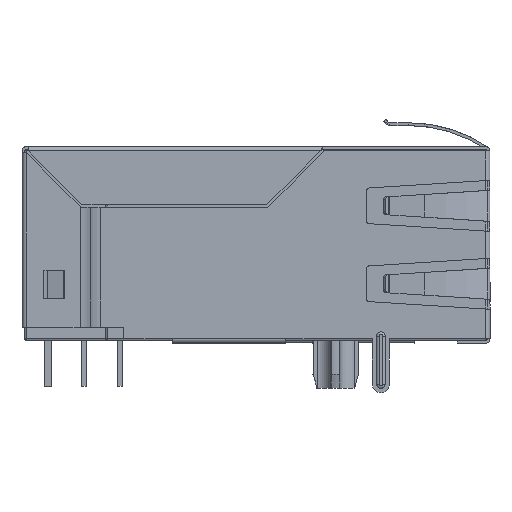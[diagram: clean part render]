
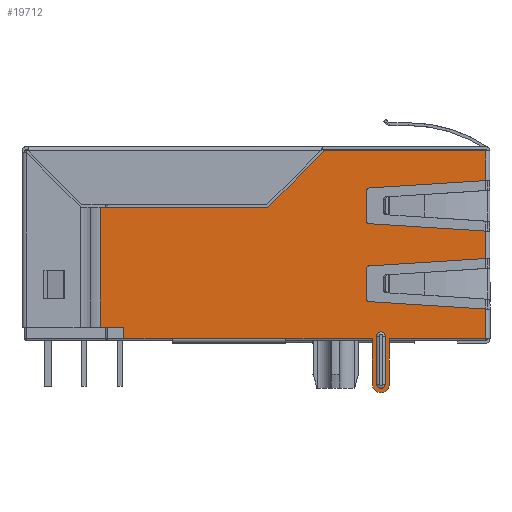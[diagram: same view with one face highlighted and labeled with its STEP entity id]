
A CAD part, left-side view. The second image highlights one B-rep face of the part: STEP entity #19712.
In plain terms, the highlighted face is planar.
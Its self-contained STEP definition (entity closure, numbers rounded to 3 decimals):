
#675=CIRCLE('',#20639,0.3);
#676=CIRCLE('',#20640,0.3);
#677=CIRCLE('',#20641,0.6);
#678=CIRCLE('',#20642,0.2);
#679=CIRCLE('',#20643,0.2);
#680=CIRCLE('',#20644,0.2);
#681=CIRCLE('',#20645,0.2);
#2030=ORIENTED_EDGE('',*,*,#5735,.T.);
#2031=ORIENTED_EDGE('',*,*,#5736,.F.);
#2032=ORIENTED_EDGE('',*,*,#5737,.T.);
#2033=ORIENTED_EDGE('',*,*,#5738,.F.);
#2034=ORIENTED_EDGE('',*,*,#5739,.T.);
#2035=ORIENTED_EDGE('',*,*,#5740,.T.);
#2036=ORIENTED_EDGE('',*,*,#5741,.T.);
#2037=ORIENTED_EDGE('',*,*,#5742,.T.);
#2038=ORIENTED_EDGE('',*,*,#5743,.T.);
#2039=ORIENTED_EDGE('',*,*,#5744,.T.);
#2040=ORIENTED_EDGE('',*,*,#5745,.F.);
#2041=ORIENTED_EDGE('',*,*,#5746,.F.);
#2042=ORIENTED_EDGE('',*,*,#5747,.F.);
#2043=ORIENTED_EDGE('',*,*,#5748,.T.);
#2044=ORIENTED_EDGE('',*,*,#5749,.T.);
#2045=ORIENTED_EDGE('',*,*,#5750,.T.);
#2046=ORIENTED_EDGE('',*,*,#5751,.F.);
#2047=ORIENTED_EDGE('',*,*,#5752,.T.);
#2048=ORIENTED_EDGE('',*,*,#5753,.F.);
#2049=ORIENTED_EDGE('',*,*,#5754,.T.);
#2050=ORIENTED_EDGE('',*,*,#5755,.T.);
#2051=ORIENTED_EDGE('',*,*,#5756,.F.);
#2052=ORIENTED_EDGE('',*,*,#5757,.F.);
#2053=ORIENTED_EDGE('',*,*,#5758,.F.);
#2054=ORIENTED_EDGE('',*,*,#5759,.F.);
#2055=ORIENTED_EDGE('',*,*,#5760,.F.);
#2056=ORIENTED_EDGE('',*,*,#5761,.T.);
#2057=ORIENTED_EDGE('',*,*,#5762,.T.);
#2058=ORIENTED_EDGE('',*,*,#5763,.T.);
#2059=ORIENTED_EDGE('',*,*,#5764,.T.);
#5735=EDGE_CURVE('',#7634,#7635,#9025,.T.);
#5736=EDGE_CURVE('',#7636,#7635,#675,.T.);
#5737=EDGE_CURVE('',#7636,#7637,#9026,.T.);
#5738=EDGE_CURVE('',#7634,#7637,#676,.T.);
#5739=EDGE_CURVE('',#7638,#7639,#9027,.T.);
#5740=EDGE_CURVE('',#7639,#7640,#9028,.T.);
#5741=EDGE_CURVE('',#7640,#7641,#9029,.T.);
#5742=EDGE_CURVE('',#7641,#7642,#9030,.T.);
#5743=EDGE_CURVE('',#7642,#7643,#9031,.T.);
#5744=EDGE_CURVE('',#7643,#7644,#9032,.T.);
#5745=EDGE_CURVE('',#7645,#7644,#9033,.T.);
#5746=EDGE_CURVE('',#7646,#7645,#677,.T.);
#5747=EDGE_CURVE('',#7647,#7646,#9034,.T.);
#5748=EDGE_CURVE('',#7647,#7648,#9035,.T.);
#5749=EDGE_CURVE('',#7648,#7649,#9036,.T.);
#5750=EDGE_CURVE('',#7649,#7650,#9037,.T.);
#5751=EDGE_CURVE('',#7651,#7650,#678,.T.);
#5752=EDGE_CURVE('',#7651,#7652,#9038,.T.);
#5753=EDGE_CURVE('',#7653,#7652,#679,.T.);
#5754=EDGE_CURVE('',#7653,#7654,#9039,.T.);
#5755=EDGE_CURVE('',#7654,#7655,#9040,.T.);
#5756=EDGE_CURVE('',#7656,#7655,#9041,.T.);
#5757=EDGE_CURVE('',#7657,#7656,#680,.T.);
#5758=EDGE_CURVE('',#7658,#7657,#9042,.T.);
#5759=EDGE_CURVE('',#7659,#7658,#681,.T.);
#5760=EDGE_CURVE('',#7660,#7659,#9043,.T.);
#5761=EDGE_CURVE('',#7660,#7661,#9044,.T.);
#5762=EDGE_CURVE('',#7661,#7662,#9045,.T.);
#5763=EDGE_CURVE('',#7662,#7663,#9046,.T.);
#5764=EDGE_CURVE('',#7663,#7638,#9047,.T.);
#7634=VERTEX_POINT('',#26613);
#7635=VERTEX_POINT('',#26614);
#7636=VERTEX_POINT('',#26616);
#7637=VERTEX_POINT('',#26618);
#7638=VERTEX_POINT('',#26621);
#7639=VERTEX_POINT('',#26622);
#7640=VERTEX_POINT('',#26624);
#7641=VERTEX_POINT('',#26626);
#7642=VERTEX_POINT('',#26628);
#7643=VERTEX_POINT('',#26630);
#7644=VERTEX_POINT('',#26632);
#7645=VERTEX_POINT('',#26634);
#7646=VERTEX_POINT('',#26636);
#7647=VERTEX_POINT('',#26638);
#7648=VERTEX_POINT('',#26640);
#7649=VERTEX_POINT('',#26642);
#7650=VERTEX_POINT('',#26644);
#7651=VERTEX_POINT('',#26646);
#7652=VERTEX_POINT('',#26648);
#7653=VERTEX_POINT('',#26650);
#7654=VERTEX_POINT('',#26652);
#7655=VERTEX_POINT('',#26654);
#7656=VERTEX_POINT('',#26656);
#7657=VERTEX_POINT('',#26658);
#7658=VERTEX_POINT('',#26660);
#7659=VERTEX_POINT('',#26662);
#7660=VERTEX_POINT('',#26664);
#7661=VERTEX_POINT('',#26666);
#7662=VERTEX_POINT('',#26668);
#7663=VERTEX_POINT('',#26670);
#9025=LINE('',#26612,#10522);
#9026=LINE('',#26617,#10523);
#9027=LINE('',#26620,#10524);
#9028=LINE('',#26623,#10525);
#9029=LINE('',#26625,#10526);
#9030=LINE('',#26627,#10527);
#9031=LINE('',#26629,#10528);
#9032=LINE('',#26631,#10529);
#9033=LINE('',#26633,#10530);
#9034=LINE('',#26637,#10531);
#9035=LINE('',#26639,#10532);
#9036=LINE('',#26641,#10533);
#9037=LINE('',#26643,#10534);
#9038=LINE('',#26647,#10535);
#9039=LINE('',#26651,#10536);
#9040=LINE('',#26653,#10537);
#9041=LINE('',#26655,#10538);
#9042=LINE('',#26659,#10539);
#9043=LINE('',#26663,#10540);
#9044=LINE('',#26665,#10541);
#9045=LINE('',#26667,#10542);
#9046=LINE('',#26669,#10543);
#9047=LINE('',#26671,#10544);
#10522=VECTOR('',#22605,1000.);
#10523=VECTOR('',#22608,1000.);
#10524=VECTOR('',#22611,1000.);
#10525=VECTOR('',#22612,1000.);
#10526=VECTOR('',#22613,1000.);
#10527=VECTOR('',#22614,1000.);
#10528=VECTOR('',#22615,1000.);
#10529=VECTOR('',#22616,1000.);
#10530=VECTOR('',#22617,1000.);
#10531=VECTOR('',#22620,1000.);
#10532=VECTOR('',#22621,1000.);
#10533=VECTOR('',#22622,1000.);
#10534=VECTOR('',#22623,1000.);
#10535=VECTOR('',#22626,1000.);
#10536=VECTOR('',#22629,1000.);
#10537=VECTOR('',#22630,1000.);
#10538=VECTOR('',#22631,1000.);
#10539=VECTOR('',#22634,1000.);
#10540=VECTOR('',#22637,1000.);
#10541=VECTOR('',#22638,1000.);
#10542=VECTOR('',#22639,1000.);
#10543=VECTOR('',#22640,1000.);
#10544=VECTOR('',#22641,1000.);
#11713=EDGE_LOOP('',(#2030,#2031,#2032,#2033));
#11714=EDGE_LOOP('',(#2034,#2035,#2036,#2037,#2038,#2039,#2040,#2041,#2042,
#2043,#2044,#2045,#2046,#2047,#2048,#2049,#2050,#2051,#2052,#2053,#2054,
#2055,#2056,#2057,#2058,#2059));
#12588=FACE_BOUND('',#11713,.T.);
#12589=FACE_BOUND('',#11714,.T.);
#13385=PLANE('',#20638);
#19712=ADVANCED_FACE('',(#12588,#12589),#13385,.T.);
#20638=AXIS2_PLACEMENT_3D('',#26611,#22603,#22604);
#20639=AXIS2_PLACEMENT_3D('',#26615,#22606,#22607);
#20640=AXIS2_PLACEMENT_3D('',#26619,#22609,#22610);
#20641=AXIS2_PLACEMENT_3D('',#26635,#22618,#22619);
#20642=AXIS2_PLACEMENT_3D('',#26645,#22624,#22625);
#20643=AXIS2_PLACEMENT_3D('',#26649,#22627,#22628);
#20644=AXIS2_PLACEMENT_3D('',#26657,#22632,#22633);
#20645=AXIS2_PLACEMENT_3D('',#26661,#22635,#22636);
#22603=DIRECTION('',(1.,0.,0.));
#22604=DIRECTION('',(0.,1.,0.));
#22605=DIRECTION('',(0.,0.,-1.));
#22606=DIRECTION('',(1.,0.,0.));
#22607=DIRECTION('',(0.,1.,0.));
#22608=DIRECTION('',(0.,0.,1.));
#22609=DIRECTION('',(1.,0.,0.));
#22610=DIRECTION('',(0.,1.,0.));
#22611=DIRECTION('',(0.,0.,1.));
#22612=DIRECTION('',(0.,-1.,0.));
#22613=DIRECTION('',(0.,0.,1.));
#22614=DIRECTION('',(0.,-1.,0.));
#22615=DIRECTION('',(0.,-1.,0.));
#22616=DIRECTION('',(0.,-1.,0.));
#22617=DIRECTION('',(0.,0.,-1.));
#22618=DIRECTION('',(-1.,0.,0.));
#22619=DIRECTION('',(0.,-1.,0.));
#22620=DIRECTION('',(0.,0.,1.));
#22621=DIRECTION('',(0.,-1.,0.));
#22622=DIRECTION('',(0.,0.,-1.));
#22623=DIRECTION('',(0.,0.998,-0.063));
#22624=DIRECTION('',(1.,0.,0.));
#22625=DIRECTION('',(0.,1.,0.));
#22626=DIRECTION('',(0.,0.,-1.));
#22627=DIRECTION('',(1.,0.,0.));
#22628=DIRECTION('',(0.,1.,0.));
#22629=DIRECTION('',(0.,-0.998,-0.063));
#22630=DIRECTION('',(0.,0.,-1.));
#22631=DIRECTION('',(0.,-0.998,0.063));
#22632=DIRECTION('',(1.,0.,0.));
#22633=DIRECTION('',(0.,1.,0.));
#22634=DIRECTION('',(0.,0.,1.));
#22635=DIRECTION('',(1.,0.,0.));
#22636=DIRECTION('',(0.,1.,0.));
#22637=DIRECTION('',(0.,0.998,0.063));
#22638=DIRECTION('',(0.,0.,-1.));
#22639=DIRECTION('',(0.,1.,0.));
#22640=DIRECTION('',(0.,0.707,0.707));
#22641=DIRECTION('',(0.,1.,0.));
#26611=CARTESIAN_POINT('',(8.435,-10.75,6.635));
#26612=CARTESIAN_POINT('',(8.435,-2.92,6.635));
#26613=CARTESIAN_POINT('',(8.435,-2.92,9.835));
#26614=CARTESIAN_POINT('',(8.435,-2.92,6.435));
#26615=CARTESIAN_POINT('',(8.435,-3.22,6.435));
#26616=CARTESIAN_POINT('',(8.435,-3.52,6.435));
#26617=CARTESIAN_POINT('',(8.435,-3.52,6.635));
#26618=CARTESIAN_POINT('',(8.435,-3.52,9.835));
#26619=CARTESIAN_POINT('',(8.435,-3.22,9.835));
#26620=CARTESIAN_POINT('',(8.435,16.58,5.815));
#26621=CARTESIAN_POINT('',(8.435,16.58,-2.651));
#26622=CARTESIAN_POINT('',(8.435,16.58,5.815));
#26623=CARTESIAN_POINT('',(8.435,14.93,5.815));
#26624=CARTESIAN_POINT('',(8.435,14.93,5.815));
#26625=CARTESIAN_POINT('',(8.435,14.93,5.815));
#26626=CARTESIAN_POINT('',(8.435,14.93,6.635));
#26627=CARTESIAN_POINT('',(8.435,-10.75,6.635));
#26628=CARTESIAN_POINT('',(8.435,11.48,6.635));
#26629=CARTESIAN_POINT('',(8.435,11.48,6.635));
#26630=CARTESIAN_POINT('',(8.435,3.48,6.635));
#26631=CARTESIAN_POINT('',(8.435,-10.75,6.635));
#26632=CARTESIAN_POINT('',(8.435,-2.62,6.635));
#26633=CARTESIAN_POINT('',(8.435,-2.62,9.835));
#26634=CARTESIAN_POINT('',(8.435,-2.62,9.835));
#26635=CARTESIAN_POINT('',(8.435,-3.22,9.835));
#26636=CARTESIAN_POINT('',(8.435,-3.82,9.835));
#26637=CARTESIAN_POINT('',(8.435,-3.82,6.635));
#26638=CARTESIAN_POINT('',(8.435,-3.82,6.635));
#26639=CARTESIAN_POINT('',(8.435,-10.75,6.635));
#26640=CARTESIAN_POINT('',(8.435,-10.62,6.635));
#26641=CARTESIAN_POINT('',(8.435,-10.62,6.635));
#26642=CARTESIAN_POINT('',(8.435,-10.62,4.531));
#26643=CARTESIAN_POINT('',(8.435,-10.92,4.55));
#26644=CARTESIAN_POINT('',(8.435,-2.387,4.012));
#26645=CARTESIAN_POINT('',(8.435,-2.4,3.812));
#26646=CARTESIAN_POINT('',(8.435,-2.2,3.812));
#26647=CARTESIAN_POINT('',(8.435,-2.2,4.));
#26648=CARTESIAN_POINT('',(8.435,-2.2,1.688));
#26649=CARTESIAN_POINT('',(8.435,-2.4,1.688));
#26650=CARTESIAN_POINT('',(8.435,-2.387,1.488));
#26651=CARTESIAN_POINT('',(8.435,-2.2,1.5));
#26652=CARTESIAN_POINT('',(8.435,-10.62,0.969));
#26653=CARTESIAN_POINT('',(8.435,-10.62,6.635));
#26654=CARTESIAN_POINT('',(8.435,-10.62,-0.969));
#26655=CARTESIAN_POINT('',(8.435,-2.2,-1.5));
#26656=CARTESIAN_POINT('',(8.435,-2.387,-1.488));
#26657=CARTESIAN_POINT('',(8.435,-2.4,-1.688));
#26658=CARTESIAN_POINT('',(8.435,-2.2,-1.688));
#26659=CARTESIAN_POINT('',(8.435,-2.2,-4.));
#26660=CARTESIAN_POINT('',(8.435,-2.2,-3.812));
#26661=CARTESIAN_POINT('',(8.435,-2.4,-3.812));
#26662=CARTESIAN_POINT('',(8.435,-2.387,-4.012));
#26663=CARTESIAN_POINT('',(8.435,-10.92,-4.55));
#26664=CARTESIAN_POINT('',(8.435,-10.62,-4.531));
#26665=CARTESIAN_POINT('',(8.435,-10.62,6.635));
#26666=CARTESIAN_POINT('',(8.435,-10.62,-6.635));
#26667=CARTESIAN_POINT('',(8.435,-10.75,-6.635));
#26668=CARTESIAN_POINT('',(8.435,0.77,-6.635));
#26669=CARTESIAN_POINT('',(8.435,0.77,-6.635));
#26670=CARTESIAN_POINT('',(8.435,4.754,-2.651));
#26671=CARTESIAN_POINT('',(8.435,4.754,-2.651));
